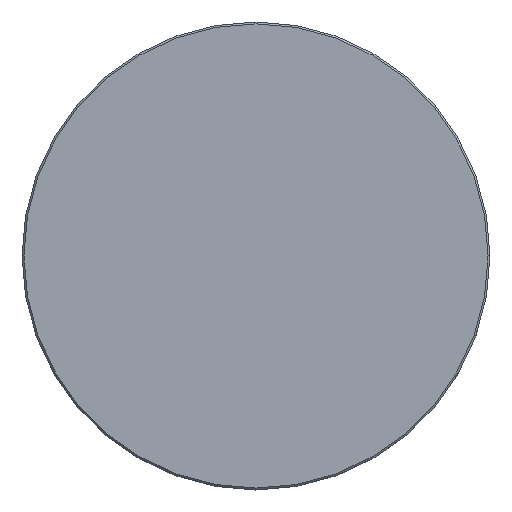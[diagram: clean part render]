
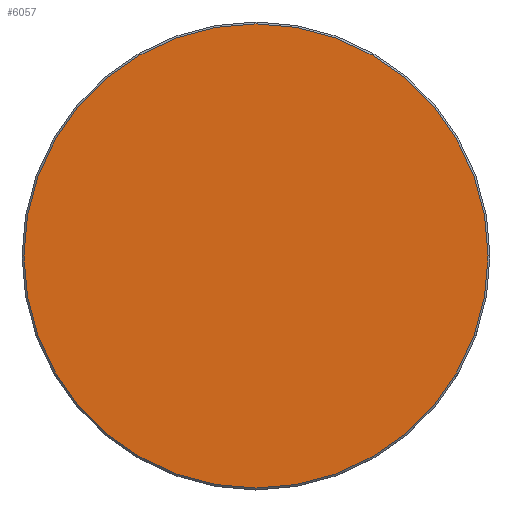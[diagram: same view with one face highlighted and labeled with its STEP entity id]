
A CAD part, top view. The second image highlights one B-rep face of the part: STEP entity #6057.
In plain terms, the highlighted planar face has unit normal (0, 0, 1).
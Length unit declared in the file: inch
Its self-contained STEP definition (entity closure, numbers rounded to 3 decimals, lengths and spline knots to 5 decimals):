
#1275 = EDGE_CURVE ( 'NONE', #7013, #34356, #12125, .T. ) ;
#2124 = EDGE_LOOP ( 'NONE', ( #38466, #23232 ) ) ;
#6057 = ADVANCED_FACE ( 'NONE', ( #19155 ), #13428, .T. ) ;
#7013 = VERTEX_POINT ( 'NONE', #20393 ) ;
#7564 = DIRECTION ( 'NONE',  ( 1., 0., 0. ) ) ;
#10542 = CARTESIAN_POINT ( 'NONE',  ( 0., 0., 5.75 ) ) ;
#10727 = AXIS2_PLACEMENT_3D ( 'NONE', #33962, #21408, #11339 ) ;
#11339 = DIRECTION ( 'NONE',  ( 1., 0., 0. ) ) ;
#12125 = CIRCLE ( 'NONE', #10727, 1.23 ) ;
#13428 = PLANE ( 'NONE',  #14770 ) ;
#14770 = AXIS2_PLACEMENT_3D ( 'NONE', #23217, #26071, #32507 ) ;
#18488 = AXIS2_PLACEMENT_3D ( 'NONE', #10542, #30280, #7564 ) ;
#19155 = FACE_OUTER_BOUND ( 'NONE', #2124, .T. ) ;
#20393 = CARTESIAN_POINT ( 'NONE',  ( -1.23, 0., 5.75 ) ) ;
#20411 = CIRCLE ( 'NONE', #18488, 1.23 ) ;
#21408 = DIRECTION ( 'NONE',  ( 0., 0., 1. ) ) ;
#23217 = CARTESIAN_POINT ( 'NONE',  ( 1.24, 0., 5.75 ) ) ;
#23232 = ORIENTED_EDGE ( 'NONE', *, *, #23653, .T. ) ;
#23653 = EDGE_CURVE ( 'NONE', #34356, #7013, #20411, .T. ) ;
#26071 = DIRECTION ( 'NONE',  ( 0., 0., 1. ) ) ;
#30280 = DIRECTION ( 'NONE',  ( 0., 0., 1. ) ) ;
#32507 = DIRECTION ( 'NONE',  ( 1., 0., 0. ) ) ;
#33962 = CARTESIAN_POINT ( 'NONE',  ( 0., 0., 5.75 ) ) ;
#34356 = VERTEX_POINT ( 'NONE', #36629 ) ;
#36629 = CARTESIAN_POINT ( 'NONE',  ( 1.23, 0., 5.75 ) ) ;
#38466 = ORIENTED_EDGE ( 'NONE', *, *, #1275, .T. ) ;
